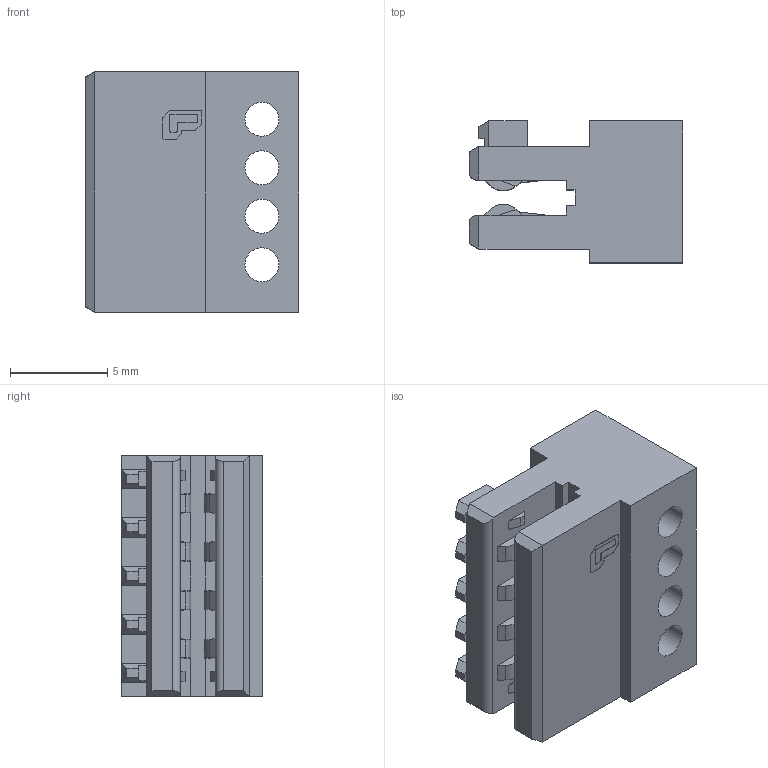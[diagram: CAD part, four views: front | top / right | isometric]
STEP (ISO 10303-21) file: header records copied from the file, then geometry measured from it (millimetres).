
FILE_DESCRIPTION(('OneSpaceDesigner STEP Export'),'2;1');
FILE_NAME('3517_04.stp','2005-10-05T 7:32:10',('oleg_svencickij'),('LumbergConnect_GmbH'),'OneSpace Designer STEP processor for AP214 (Solid Model)','OneSpace Designer 13.20 11-May-2005 (C) CoCreate Software GmbH','');
FILE_SCHEMA(('AUTOMOTIVE_DESIGN { 1 0 10303 214 1 1 1 1 }'));
Length unit declared in the file: millimetre
Products named in the file (2): 3517_04
Assembly tree (1 placements, depth 2):
  3517_04
    3517_04
Bounding box: 11 x 7.3 x 12.4 mm (x, y, z)
Volume: 673.7 mm3; surface area: 896.5 mm2
Topology: 1 solids, 1 shells, 202 faces, 526 edges, 346 vertices
Faces by surface type: plane 161, cylinder 41
Entity records: 7211 total; most frequent: CARTESIAN_POINT 1061, ORIENTED_EDGE 1052, DIRECTION 987, EDGE_CURVE 526, VECTOR 443, LINE 443, VERTEX_POINT 346, AXIS2_PLACEMENT_3D 272
